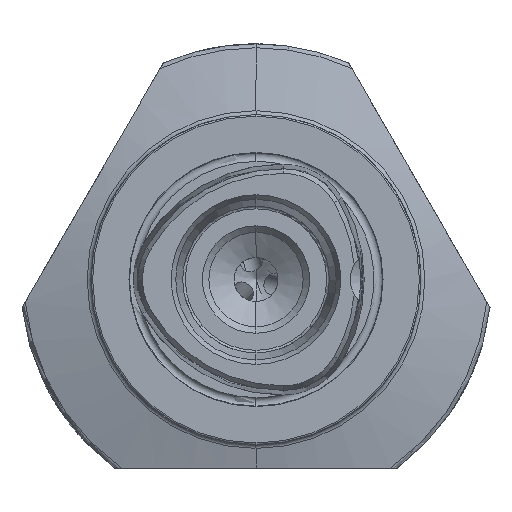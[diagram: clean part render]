
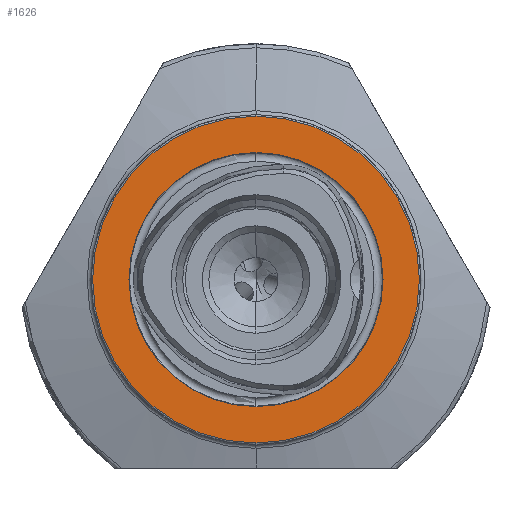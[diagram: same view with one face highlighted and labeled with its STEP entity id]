
A CAD part, left-side view. The second image highlights one B-rep face of the part: STEP entity #1626.
In plain terms, the highlighted planar face has unit normal (-1, 0, 0).
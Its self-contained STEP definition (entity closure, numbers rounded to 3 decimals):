
#42 = EDGE_CURVE ( 'NONE', #8793, #8810, #7593, .T. ) ;
#43 = EDGE_CURVE ( 'NONE', #5383, #5268, #7591, .T. ) ;
#251 = AXIS2_PLACEMENT_3D ( 'NONE', #10171, #10170, #10169 ) ;
#252 = AXIS2_PLACEMENT_3D ( 'NONE', #10168, #10167, #10166 ) ;
#362 = AXIS2_PLACEMENT_3D ( 'NONE', #4919, #4911, #4910 ) ;
#715 = CARTESIAN_POINT ( 'NONE',  ( 0., 0., 0. ) ) ;
#716 = DIRECTION ( 'NONE',  ( 0., 0., 1. ) ) ;
#718 = DIRECTION ( 'NONE',  ( -1., 0., 0. ) ) ;
#761 = DIRECTION ( 'NONE',  ( 0., 0., 1. ) ) ;
#762 = CARTESIAN_POINT ( 'NONE',  ( 0., 0., 0. ) ) ;
#763 = DIRECTION ( 'NONE',  ( -1., 0., 0. ) ) ;
#1626 = ADVANCED_FACE ( 'NONE', ( #3596, #3613 ), #4913, .F. ) ;
#2218 = CARTESIAN_POINT ( 'NONE',  ( 0., 0., -31.2 ) ) ;
#2317 = CARTESIAN_POINT ( 'NONE',  ( 0., 0., 31.2 ) ) ;
#3239 = EDGE_LOOP ( 'NONE', ( #8055, #8105 ) ) ;
#3241 = EDGE_LOOP ( 'NONE', ( #8022, #8103 ) ) ;
#3596 = FACE_BOUND ( 'NONE', #3241, .T. ) ;
#3613 = FACE_OUTER_BOUND ( 'NONE', #3239, .T. ) ;
#4098 = CARTESIAN_POINT ( 'NONE',  ( 0., 0., 24.25 ) ) ;
#4115 = CARTESIAN_POINT ( 'NONE',  ( 0., 0., -24.25 ) ) ;
#4910 = DIRECTION ( 'NONE',  ( 0., 0., -1. ) ) ;
#4911 = DIRECTION ( 'NONE',  ( 1., 0., 0. ) ) ;
#4913 = PLANE ( 'NONE',  #362 ) ;
#4919 = CARTESIAN_POINT ( 'NONE',  ( 0., 24.25, 0. ) ) ;
#5268 = VERTEX_POINT ( 'NONE', #2317 ) ;
#5383 = VERTEX_POINT ( 'NONE', #2218 ) ;
#6008 = CIRCLE ( 'NONE', #8480, 24.25 ) ;
#6016 = CIRCLE ( 'NONE', #8483, 31.2 ) ;
#7391 = EDGE_CURVE ( 'NONE', #8810, #8793, #6008, .T. ) ;
#7395 = EDGE_CURVE ( 'NONE', #5268, #5383, #6016, .T. ) ;
#7591 = CIRCLE ( 'NONE', #252, 31.2 ) ;
#7593 = CIRCLE ( 'NONE', #251, 24.25 ) ;
#8022 = ORIENTED_EDGE ( 'NONE', *, *, #42, .F. ) ;
#8055 = ORIENTED_EDGE ( 'NONE', *, *, #7395, .T. ) ;
#8103 = ORIENTED_EDGE ( 'NONE', *, *, #7391, .F. ) ;
#8105 = ORIENTED_EDGE ( 'NONE', *, *, #43, .T. ) ;
#8480 = AXIS2_PLACEMENT_3D ( 'NONE', #762, #763, #761 ) ;
#8483 = AXIS2_PLACEMENT_3D ( 'NONE', #715, #718, #716 ) ;
#8793 = VERTEX_POINT ( 'NONE', #4098 ) ;
#8810 = VERTEX_POINT ( 'NONE', #4115 ) ;
#10166 = DIRECTION ( 'NONE',  ( 0., 0., 1. ) ) ;
#10167 = DIRECTION ( 'NONE',  ( -1., 0., 0. ) ) ;
#10168 = CARTESIAN_POINT ( 'NONE',  ( 0., 0., 0. ) ) ;
#10169 = DIRECTION ( 'NONE',  ( 0., 0., 1. ) ) ;
#10170 = DIRECTION ( 'NONE',  ( -1., 0., 0. ) ) ;
#10171 = CARTESIAN_POINT ( 'NONE',  ( 0., 0., 0. ) ) ;
